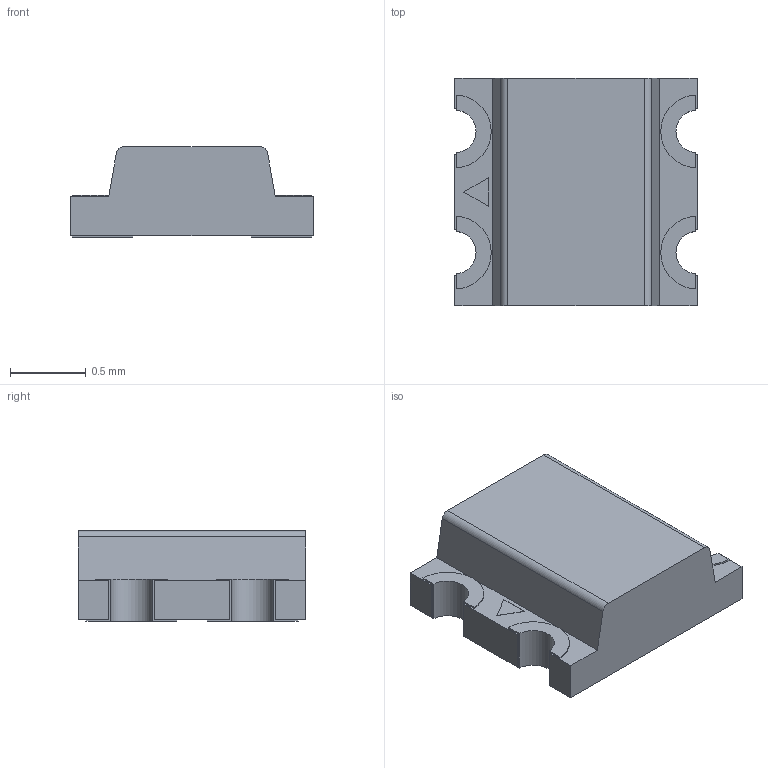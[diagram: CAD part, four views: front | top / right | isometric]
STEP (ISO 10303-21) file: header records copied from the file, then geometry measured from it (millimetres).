
FILE_DESCRIPTION (( 'STEP AP214' ), '1' );
FILE_NAME ('LED-ARRAY-SMD_4P-L1.6-W1.5-BR.STEP', '2025-11-18T01:43:09', ( '' ), ( '' ), 'SwSTEP 2.0', 'SolidWorks 2021', '' );
FILE_SCHEMA (( 'AUTOMOTIVE_DESIGN' ));
Length unit declared in the file: millimetre
Products named in the file (1): LED-ARRAY-SMD_4P-L1.6-W1.5-BR
Bounding box: 1.6 x 1.5 x 0.6 mm (x, y, z)
Volume: 1.1 mm3; surface area: 7.9 mm2
Topology: 1 solids, 1 shells, 292 faces, 810 edges, 540 vertices
Faces by surface type: plane 172, bspline 98, cylinder 22
Entity records: 13036 total; most frequent: CARTESIAN_POINT 2949, ORIENTED_EDGE 1620, DIRECTION 1044, EDGE_CURVE 810, VECTOR 566, LINE 566, VERTEX_POINT 540, EDGE_LOOP 312
